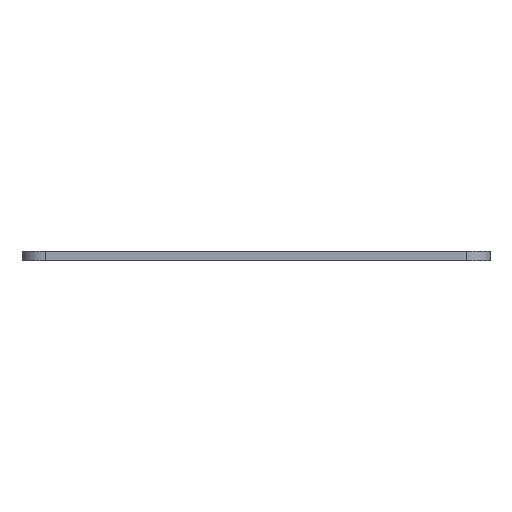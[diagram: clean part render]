
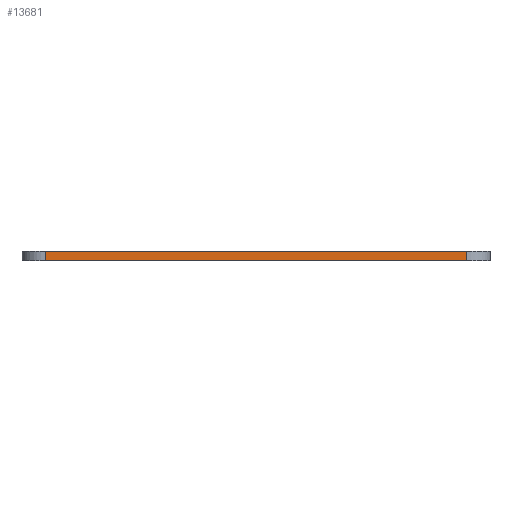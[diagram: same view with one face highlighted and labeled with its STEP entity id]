
A CAD part, front view. The second image highlights one B-rep face of the part: STEP entity #13681.
In plain terms, the highlighted planar face has unit normal (0, -1, 0).
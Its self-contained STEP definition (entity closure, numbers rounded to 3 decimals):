
#83 = PLANE('',#84);
#84 = AXIS2_PLACEMENT_3D('',#85,#86,#87);
#85 = CARTESIAN_POINT('',(128.938,-98.,1.6));
#86 = DIRECTION('',(-0.,-0.,-1.));
#87 = DIRECTION('',(-1.,0.,0.));
#137 = PLANE('',#138);
#138 = AXIS2_PLACEMENT_3D('',#139,#140,#141);
#139 = CARTESIAN_POINT('',(128.938,-98.,0.));
#140 = DIRECTION('',(-0.,-0.,-1.));
#141 = DIRECTION('',(-1.,0.,0.));
#350 = VERTEX_POINT('',#351);
#351 = CARTESIAN_POINT('',(164.938,-173.,0.));
#370 = CYLINDRICAL_SURFACE('',#371,4.);
#371 = AXIS2_PLACEMENT_3D('',#372,#373,#374);
#372 = CARTESIAN_POINT('',(164.938,-169.,0.));
#373 = DIRECTION('',(-0.,-0.,-1.));
#374 = DIRECTION('',(1.,0.,-0.));
#382 = EDGE_CURVE('',#350,#383,#385,.T.);
#383 = VERTEX_POINT('',#384);
#384 = CARTESIAN_POINT('',(92.938,-173.,0.));
#385 = SURFACE_CURVE('',#386,(#390,#397),.PCURVE_S1.);
#386 = LINE('',#387,#388);
#387 = CARTESIAN_POINT('',(164.938,-173.,0.));
#388 = VECTOR('',#389,1.);
#389 = DIRECTION('',(-1.,0.,0.));
#390 = PCURVE('',#137,#391);
#391 = DEFINITIONAL_REPRESENTATION('',(#392),#396);
#392 = LINE('',#393,#394);
#393 = CARTESIAN_POINT('',(-36.,-75.));
#394 = VECTOR('',#395,1.);
#395 = DIRECTION('',(1.,0.));
#396 = ( GEOMETRIC_REPRESENTATION_CONTEXT(2) 
PARAMETRIC_REPRESENTATION_CONTEXT() REPRESENTATION_CONTEXT('2D SPACE',''
  ) );
#397 = PCURVE('',#398,#403);
#398 = PLANE('',#399);
#399 = AXIS2_PLACEMENT_3D('',#400,#401,#402);
#400 = CARTESIAN_POINT('',(164.938,-173.,0.));
#401 = DIRECTION('',(0.,-1.,0.));
#402 = DIRECTION('',(-1.,0.,0.));
#403 = DEFINITIONAL_REPRESENTATION('',(#404),#408);
#404 = LINE('',#405,#406);
#405 = CARTESIAN_POINT('',(0.,0.));
#406 = VECTOR('',#407,1.);
#407 = DIRECTION('',(1.,0.));
#408 = ( GEOMETRIC_REPRESENTATION_CONTEXT(2) 
PARAMETRIC_REPRESENTATION_CONTEXT() REPRESENTATION_CONTEXT('2D SPACE',''
  ) );
#431 = CYLINDRICAL_SURFACE('',#432,4.);
#432 = AXIS2_PLACEMENT_3D('',#433,#434,#435);
#433 = CARTESIAN_POINT('',(92.938,-169.,0.));
#434 = DIRECTION('',(-0.,-0.,-1.));
#435 = DIRECTION('',(1.,0.,-0.));
#7524 = VERTEX_POINT('',#7525);
#7525 = CARTESIAN_POINT('',(164.938,-173.,1.6));
#7551 = EDGE_CURVE('',#7524,#7552,#7554,.T.);
#7552 = VERTEX_POINT('',#7553);
#7553 = CARTESIAN_POINT('',(92.938,-173.,1.6));
#7554 = SURFACE_CURVE('',#7555,(#7559,#7566),.PCURVE_S1.);
#7555 = LINE('',#7556,#7557);
#7556 = CARTESIAN_POINT('',(164.938,-173.,1.6));
#7557 = VECTOR('',#7558,1.);
#7558 = DIRECTION('',(-1.,0.,0.));
#7559 = PCURVE('',#83,#7560);
#7560 = DEFINITIONAL_REPRESENTATION('',(#7561),#7565);
#7561 = LINE('',#7562,#7563);
#7562 = CARTESIAN_POINT('',(-36.,-75.));
#7563 = VECTOR('',#7564,1.);
#7564 = DIRECTION('',(1.,0.));
#7565 = ( GEOMETRIC_REPRESENTATION_CONTEXT(2) 
PARAMETRIC_REPRESENTATION_CONTEXT() REPRESENTATION_CONTEXT('2D SPACE',''
  ) );
#7566 = PCURVE('',#398,#7567);
#7567 = DEFINITIONAL_REPRESENTATION('',(#7568),#7572);
#7568 = LINE('',#7569,#7570);
#7569 = CARTESIAN_POINT('',(0.,-1.6));
#7570 = VECTOR('',#7571,1.);
#7571 = DIRECTION('',(1.,0.));
#7572 = ( GEOMETRIC_REPRESENTATION_CONTEXT(2) 
PARAMETRIC_REPRESENTATION_CONTEXT() REPRESENTATION_CONTEXT('2D SPACE',''
  ) );
#13633 = EDGE_CURVE('',#383,#7552,#13634,.T.);
#13634 = SURFACE_CURVE('',#13635,(#13639,#13646),.PCURVE_S1.);
#13635 = LINE('',#13636,#13637);
#13636 = CARTESIAN_POINT('',(92.938,-173.,0.));
#13637 = VECTOR('',#13638,1.);
#13638 = DIRECTION('',(0.,0.,1.));
#13639 = PCURVE('',#431,#13640);
#13640 = DEFINITIONAL_REPRESENTATION('',(#13641),#13645);
#13641 = LINE('',#13642,#13643);
#13642 = CARTESIAN_POINT('',(-4.712,0.));
#13643 = VECTOR('',#13644,1.);
#13644 = DIRECTION('',(-0.,-1.));
#13645 = ( GEOMETRIC_REPRESENTATION_CONTEXT(2) 
PARAMETRIC_REPRESENTATION_CONTEXT() REPRESENTATION_CONTEXT('2D SPACE',''
  ) );
#13646 = PCURVE('',#398,#13647);
#13647 = DEFINITIONAL_REPRESENTATION('',(#13648),#13652);
#13648 = LINE('',#13649,#13650);
#13649 = CARTESIAN_POINT('',(72.,0.));
#13650 = VECTOR('',#13651,1.);
#13651 = DIRECTION('',(0.,-1.));
#13652 = ( GEOMETRIC_REPRESENTATION_CONTEXT(2) 
PARAMETRIC_REPRESENTATION_CONTEXT() REPRESENTATION_CONTEXT('2D SPACE',''
  ) );
#13658 = EDGE_CURVE('',#350,#7524,#13659,.T.);
#13659 = SURFACE_CURVE('',#13660,(#13664,#13671),.PCURVE_S1.);
#13660 = LINE('',#13661,#13662);
#13661 = CARTESIAN_POINT('',(164.938,-173.,0.));
#13662 = VECTOR('',#13663,1.);
#13663 = DIRECTION('',(0.,0.,1.));
#13664 = PCURVE('',#370,#13665);
#13665 = DEFINITIONAL_REPRESENTATION('',(#13666),#13670);
#13666 = LINE('',#13667,#13668);
#13667 = CARTESIAN_POINT('',(-4.712,0.));
#13668 = VECTOR('',#13669,1.);
#13669 = DIRECTION('',(-0.,-1.));
#13670 = ( GEOMETRIC_REPRESENTATION_CONTEXT(2) 
PARAMETRIC_REPRESENTATION_CONTEXT() REPRESENTATION_CONTEXT('2D SPACE',''
  ) );
#13671 = PCURVE('',#398,#13672);
#13672 = DEFINITIONAL_REPRESENTATION('',(#13673),#13677);
#13673 = LINE('',#13674,#13675);
#13674 = CARTESIAN_POINT('',(0.,0.));
#13675 = VECTOR('',#13676,1.);
#13676 = DIRECTION('',(0.,-1.));
#13677 = ( GEOMETRIC_REPRESENTATION_CONTEXT(2) 
PARAMETRIC_REPRESENTATION_CONTEXT() REPRESENTATION_CONTEXT('2D SPACE',''
  ) );
#13681 = ADVANCED_FACE('',(#13682),#398,.T.);
#13682 = FACE_BOUND('',#13683,.T.);
#13683 = EDGE_LOOP('',(#13684,#13685,#13686,#13687));
#13684 = ORIENTED_EDGE('',*,*,#13658,.T.);
#13685 = ORIENTED_EDGE('',*,*,#7551,.T.);
#13686 = ORIENTED_EDGE('',*,*,#13633,.F.);
#13687 = ORIENTED_EDGE('',*,*,#382,.F.);
